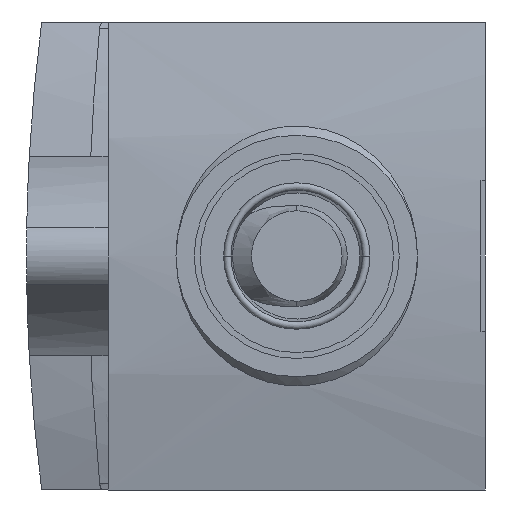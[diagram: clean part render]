
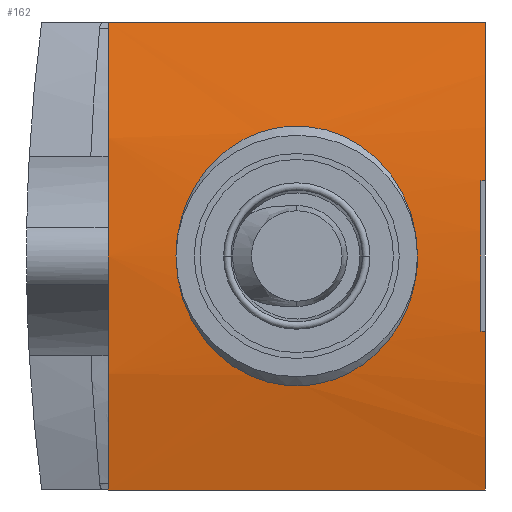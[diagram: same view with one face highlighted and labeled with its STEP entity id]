
A CAD part, left-side view. The second image highlights one B-rep face of the part: STEP entity #162.
In plain terms, the highlighted cylindrical face has radius 61.062 mm (diameter 122.125 mm), a partial arc.
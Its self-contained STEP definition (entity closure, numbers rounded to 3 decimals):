
#162=ADVANCED_FACE('',(#719,#720),#721,.T.);
#719=FACE_OUTER_BOUND('',#1725,.T.);
#720=FACE_BOUND('',#1726,.T.);
#721=CYLINDRICAL_SURFACE('',#1727,61.063);
#1725=EDGE_LOOP('',(#4351,#4352,#4353,#4354,#4355,#4356,#4357,#4358));
#1726=EDGE_LOOP('',(#4359,#4360));
#1727=AXIS2_PLACEMENT_3D('',#4361,#4362,#4363);
#4351=ORIENTED_EDGE('',*,*,#7953,.T.);
#4352=ORIENTED_EDGE('',*,*,#7937,.F.);
#4353=ORIENTED_EDGE('',*,*,#7829,.F.);
#4354=ORIENTED_EDGE('',*,*,#7893,.T.);
#4355=ORIENTED_EDGE('',*,*,#7954,.T.);
#4356=ORIENTED_EDGE('',*,*,#7947,.F.);
#4357=ORIENTED_EDGE('',*,*,#7955,.F.);
#4358=ORIENTED_EDGE('',*,*,#7787,.T.);
#4359=ORIENTED_EDGE('',*,*,#7956,.F.);
#4360=ORIENTED_EDGE('',*,*,#7957,.F.);
#4361=CARTESIAN_POINT('',(22.413,0.0,0.0));
#4362=DIRECTION('',(0.0,1.0,0.0));
#4363=DIRECTION('',(0.0,0.0,1.0));
#7787=EDGE_CURVE('',#9061,#9059,#9062,.T.);
#7829=EDGE_CURVE('',#9133,#9135,#9136,.T.);
#7893=EDGE_CURVE('',#9133,#9237,#9239,.T.);
#7937=EDGE_CURVE('',#9135,#9308,#9312,.T.);
#7947=EDGE_CURVE('',#9329,#9324,#9331,.T.);
#7953=EDGE_CURVE('',#9059,#9308,#9337,.T.);
#7954=EDGE_CURVE('',#9237,#9324,#9338,.T.);
#7955=EDGE_CURVE('',#9061,#9329,#9339,.T.);
#7956=EDGE_CURVE('',#9340,#9341,#9342,.T.);
#7957=EDGE_CURVE('',#9341,#9340,#9343,.T.);
#9059=VERTEX_POINT('',#11111);
#9061=VERTEX_POINT('',#11114);
#9062=CIRCLE('',#11115,61.063);
#9133=VERTEX_POINT('',#11213);
#9135=VERTEX_POINT('',#11216);
#9136=LINE('',#11217,#11218);
#9237=VERTEX_POINT('',#11373);
#9239=CIRCLE('',#11376,61.063);
#9308=VERTEX_POINT('',#11471);
#9312=CIRCLE('',#11476,61.063);
#9324=VERTEX_POINT('',#11491);
#9329=VERTEX_POINT('',#11497);
#9331=CIRCLE('',#11500,61.063);
#9337=LINE('',#11511,#11512);
#9338=LINE('',#11513,#11514);
#9339=LINE('',#11515,#11516);
#9340=VERTEX_POINT('',#11517);
#9341=VERTEX_POINT('',#11518);
#9342=B_SPLINE_CURVE_WITH_KNOTS('',3,(#11519,#11520,#11521,#11522,#11523,#11524,#11525,#11526,#11527,#11528,#11529,#11530,#11531,#11532,#11533,#11534,#11535,#11536,#11537,#11538),.UNSPECIFIED.,.F.,.F.,(4,1,1,1,1,1,1,1,1,1,1,1,1,1,1,1,1,4),(0.0,0.059,0.118,0.176,0.235,0.294,0.353,0.412,0.471,0.529,0.588,0.647,0.706,0.765,0.824,0.882,0.941,1.0),.UNSPECIFIED.);
#9343=B_SPLINE_CURVE_WITH_KNOTS('',3,(#11539,#11540,#11541,#11542,#11543,#11544,#11545,#11546,#11547,#11548,#11549,#11550,#11551,#11552,#11553,#11554,#11555,#11556,#11557,#11558),.UNSPECIFIED.,.F.,.F.,(4,1,1,1,1,1,1,1,1,1,1,1,1,1,1,1,1,4),(0.0,0.059,0.118,0.176,0.235,0.294,0.353,0.412,0.471,0.529,0.588,0.647,0.706,0.765,0.824,0.882,0.941,1.0),.UNSPECIFIED.);
#11111=CARTESIAN_POINT('',(-38.445,0.3,5.0));
#11114=CARTESIAN_POINT('',(-38.445,0.3,-5.0));
#11115=AXIS2_PLACEMENT_3D('',#15134,#15135,#15136);
#11213=CARTESIAN_POINT('',(-36.65,25.0,15.5));
#11216=CARTESIAN_POINT('',(-36.65,0.0,15.5));
#11217=CARTESIAN_POINT('',(-36.65,25.0,15.5));
#11218=VECTOR('',#15204,25.0);
#11373=CARTESIAN_POINT('',(-36.65,25.0,-15.5));
#11376=AXIS2_PLACEMENT_3D('',#15297,#15298,#15299);
#11471=CARTESIAN_POINT('',(-38.445,0.0,5.0));
#11476=AXIS2_PLACEMENT_3D('',#15375,#15376,#15377);
#11491=CARTESIAN_POINT('',(-36.65,0.0,-15.5));
#11497=CARTESIAN_POINT('',(-38.445,0.0,-5.0));
#11500=AXIS2_PLACEMENT_3D('',#15395,#15396,#15397);
#11511=CARTESIAN_POINT('',(-38.445,0.3,5.0));
#11512=VECTOR('',#15403,0.3);
#11513=CARTESIAN_POINT('',(-36.65,25.0,-15.5));
#11514=VECTOR('',#15404,25.0);
#11515=CARTESIAN_POINT('',(-38.445,0.3,-5.0));
#11516=VECTOR('',#15405,0.3);
#11517=CARTESIAN_POINT('',(-38.65,4.5,0.));
#11518=CARTESIAN_POINT('',(-38.65,20.5,0.));
#11519=CARTESIAN_POINT('',(-38.65,4.5,0.));
#11520=CARTESIAN_POINT('',(-38.65,4.5,0.548));
#11521=CARTESIAN_POINT('',(-38.636,4.595,1.623));
#11522=CARTESIAN_POINT('',(-38.572,5.03,3.216));
#11523=CARTESIAN_POINT('',(-38.477,5.721,4.653));
#11524=CARTESIAN_POINT('',(-38.367,6.627,5.908));
#11525=CARTESIAN_POINT('',(-38.252,7.745,6.978));
#11526=CARTESIAN_POINT('',(-38.152,9.011,7.795));
#11527=CARTESIAN_POINT('',(-38.079,10.34,8.336));
#11528=CARTESIAN_POINT('',(-38.038,11.767,8.622));
#11529=CARTESIAN_POINT('',(-38.038,13.232,8.622));
#11530=CARTESIAN_POINT('',(-38.079,14.658,8.336));
#11531=CARTESIAN_POINT('',(-38.152,15.987,7.796));
#11532=CARTESIAN_POINT('',(-38.252,17.254,6.979));
#11533=CARTESIAN_POINT('',(-38.367,18.372,5.909));
#11534=CARTESIAN_POINT('',(-38.477,19.277,4.655));
#11535=CARTESIAN_POINT('',(-38.572,19.97,3.217));
#11536=CARTESIAN_POINT('',(-38.636,20.405,1.624));
#11537=CARTESIAN_POINT('',(-38.65,20.5,0.549));
#11538=CARTESIAN_POINT('',(-38.65,20.5,0.));
#11539=CARTESIAN_POINT('',(-38.65,20.5,0.));
#11540=CARTESIAN_POINT('',(-38.65,20.5,-0.548));
#11541=CARTESIAN_POINT('',(-38.636,20.405,-1.623));
#11542=CARTESIAN_POINT('',(-38.572,19.97,-3.216));
#11543=CARTESIAN_POINT('',(-38.477,19.279,-4.653));
#11544=CARTESIAN_POINT('',(-38.367,18.373,-5.908));
#11545=CARTESIAN_POINT('',(-38.252,17.255,-6.978));
#11546=CARTESIAN_POINT('',(-38.152,15.989,-7.795));
#11547=CARTESIAN_POINT('',(-38.079,14.66,-8.336));
#11548=CARTESIAN_POINT('',(-38.038,13.233,-8.622));
#11549=CARTESIAN_POINT('',(-38.038,11.768,-8.622));
#11550=CARTESIAN_POINT('',(-38.079,10.342,-8.336));
#11551=CARTESIAN_POINT('',(-38.152,9.013,-7.796));
#11552=CARTESIAN_POINT('',(-38.252,7.746,-6.979));
#11553=CARTESIAN_POINT('',(-38.367,6.628,-5.909));
#11554=CARTESIAN_POINT('',(-38.477,5.723,-4.655));
#11555=CARTESIAN_POINT('',(-38.572,5.03,-3.218));
#11556=CARTESIAN_POINT('',(-38.636,4.595,-1.625));
#11557=CARTESIAN_POINT('',(-38.65,4.5,-0.549));
#11558=CARTESIAN_POINT('',(-38.65,4.5,0.));
#15134=CARTESIAN_POINT('',(22.413,0.3,0.0));
#15135=DIRECTION('',(0.0,1.0,0.0));
#15136=DIRECTION('',(-0.997,0.0,-0.082));
#15204=DIRECTION('',(0.0,-1.0,0.0));
#15297=CARTESIAN_POINT('',(22.413,25.0,0.0));
#15298=DIRECTION('',(0.0,-1.0,0.0));
#15299=DIRECTION('',(-0.967,0.0,0.254));
#15375=CARTESIAN_POINT('',(22.413,0.0,0.0));
#15376=DIRECTION('',(0.0,-1.0,0.0));
#15377=DIRECTION('',(-0.967,0.0,0.254));
#15395=CARTESIAN_POINT('',(22.413,0.0,0.0));
#15396=DIRECTION('',(0.0,-1.0,-0.0));
#15397=DIRECTION('',(-0.997,0.0,-0.082));
#15403=DIRECTION('',(0.0,-1.0,0.0));
#15404=DIRECTION('',(0.0,-1.0,0.0));
#15405=DIRECTION('',(0.0,-1.0,0.0));
